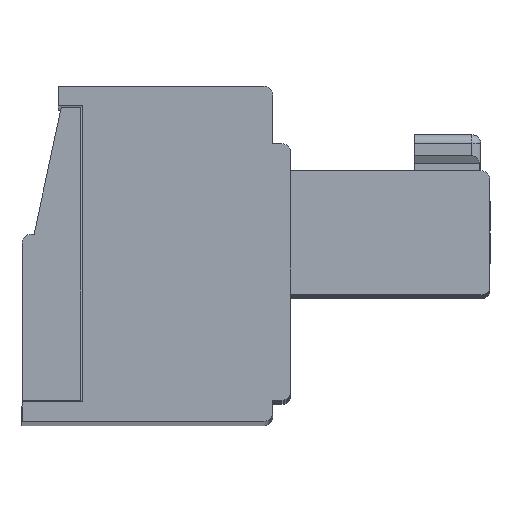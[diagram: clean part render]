
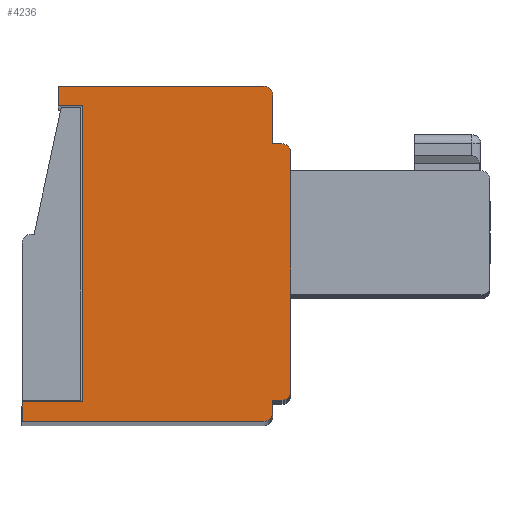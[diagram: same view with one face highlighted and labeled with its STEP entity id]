
A CAD part, top view. The second image highlights one B-rep face of the part: STEP entity #4236.
In plain terms, the highlighted planar face has unit normal (0, 0, 1).
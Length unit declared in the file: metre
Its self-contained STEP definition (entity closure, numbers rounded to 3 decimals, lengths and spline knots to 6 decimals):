
#4236=ADVANCED_FACE('',(#8836),#8837,.F.);
#8836=FACE_OUTER_BOUND('',#13590,.T.);
#8837=PLANE('',#13591);
#13590=EDGE_LOOP('',(#26190,#26191,#26192,#26193,#26194,#26195,#26196,#26197,#26198,#26199,#26200,#26201,#26202,#26203,#26204,#26205));
#13591=AXIS2_PLACEMENT_3D('',#26206,#26207,#26208);
#26190=ORIENTED_EDGE('',*,*,#31808,.F.);
#26191=ORIENTED_EDGE('',*,*,#31805,.T.);
#26192=ORIENTED_EDGE('',*,*,#31796,.T.);
#26193=ORIENTED_EDGE('',*,*,#31803,.T.);
#26194=ORIENTED_EDGE('',*,*,#31800,.T.);
#26195=ORIENTED_EDGE('',*,*,#31823,.T.);
#26196=ORIENTED_EDGE('',*,*,#32142,.T.);
#26197=ORIENTED_EDGE('',*,*,#32143,.T.);
#26198=ORIENTED_EDGE('',*,*,#32134,.F.);
#26199=ORIENTED_EDGE('',*,*,#32115,.T.);
#26200=ORIENTED_EDGE('',*,*,#32120,.T.);
#26201=ORIENTED_EDGE('',*,*,#31819,.T.);
#26202=ORIENTED_EDGE('',*,*,#32113,.T.);
#26203=ORIENTED_EDGE('',*,*,#31854,.T.);
#26204=ORIENTED_EDGE('',*,*,#31868,.T.);
#26205=ORIENTED_EDGE('',*,*,#31886,.T.);
#26206=CARTESIAN_POINT('',(0.013673,0.00851,0.071988));
#26207=DIRECTION('',(0.,0.,-1.0));
#26208=DIRECTION('',(0.0,-1.0,0.));
#31796=EDGE_CURVE('',#39062,#39060,#39063,.T.);
#31800=EDGE_CURVE('',#39068,#39066,#39069,.T.);
#31803=EDGE_CURVE('',#39060,#39068,#39072,.T.);
#31805=EDGE_CURVE('',#39074,#39062,#39075,.T.);
#31808=EDGE_CURVE('',#39074,#39078,#39079,.T.);
#31819=EDGE_CURVE('',#39096,#39094,#39097,.T.);
#31823=EDGE_CURVE('',#39066,#39102,#39104,.T.);
#31854=EDGE_CURVE('',#39161,#39159,#39162,.T.);
#31868=EDGE_CURVE('',#39159,#39185,#39187,.T.);
#31886=EDGE_CURVE('',#39185,#39078,#39220,.T.);
#32113=EDGE_CURVE('',#39094,#39161,#39535,.T.);
#32115=EDGE_CURVE('',#39537,#39538,#39539,.T.);
#32120=EDGE_CURVE('',#39538,#39096,#39546,.T.);
#32134=EDGE_CURVE('',#39537,#39564,#39565,.T.);
#32142=EDGE_CURVE('',#39102,#39577,#39578,.T.);
#32143=EDGE_CURVE('',#39577,#39564,#39579,.T.);
#39060=VERTEX_POINT('',#49861);
#39062=VERTEX_POINT('',#49864);
#39063=LINE('',#49865,#49866);
#39066=VERTEX_POINT('',#49870);
#39068=VERTEX_POINT('',#49873);
#39069=CIRCLE('',#49874,0.0003);
#39072=LINE('',#49878,#49879);
#39074=VERTEX_POINT('',#49881);
#39075=LINE('',#49882,#49883);
#39078=VERTEX_POINT('',#49887);
#39079=LINE('',#49888,#49889);
#39094=VERTEX_POINT('',#49912);
#39096=VERTEX_POINT('',#49915);
#39097=LINE('',#49916,#49917);
#39102=VERTEX_POINT('',#49924);
#39104=LINE('',#49927,#49928);
#39159=VERTEX_POINT('',#50010);
#39161=VERTEX_POINT('',#50013);
#39162=LINE('',#50014,#50015);
#39185=VERTEX_POINT('',#50043);
#39187=LINE('',#50046,#50047);
#39220=LINE('',#50096,#50097);
#39535=CIRCLE('',#50596,0.0003);
#39537=VERTEX_POINT('',#50598);
#39538=VERTEX_POINT('',#50599);
#39539=CIRCLE('',#50600,0.0003);
#39546=LINE('',#50609,#50610);
#39564=VERTEX_POINT('',#50635);
#39565=LINE('',#50636,#50637);
#39577=VERTEX_POINT('',#50654);
#39578=LINE('',#50655,#50656);
#39579=CIRCLE('',#50657,0.0003);
#49861=CARTESIAN_POINT('',(-0.001527,0.00051,0.071988));
#49864=CARTESIAN_POINT('',(-0.001527,0.00116,0.071988));
#49865=CARTESIAN_POINT('',(-0.001527,0.00851,0.071988));
#49866=VECTOR('',#55876,1.0);
#49870=CARTESIAN_POINT('',(0.006773,0.00081,0.071988));
#49873=CARTESIAN_POINT('',(0.006473,0.00051,0.071988));
#49874=AXIS2_PLACEMENT_3D('',#55879,#55880,#55881);
#49878=CARTESIAN_POINT('',(0.013673,0.00051,0.071988));
#49879=VECTOR('',#55883,1.0);
#49881=CARTESIAN_POINT('',(0.000473,0.00116,0.071988));
#49882=CARTESIAN_POINT('',(0.013673,0.00116,0.071988));
#49883=VECTOR('',#55884,1.0);
#49887=CARTESIAN_POINT('',(0.000473,0.01096,0.071988));
#49888=CARTESIAN_POINT('',(0.000473,0.00116,0.071988));
#49889=VECTOR('',#55886,1.0);
#49912=CARTESIAN_POINT('',(0.006773,0.01131,0.071988));
#49915=CARTESIAN_POINT('',(0.006773,0.00971,0.071988));
#49916=CARTESIAN_POINT('',(0.006773,0.00851,0.071988));
#49917=VECTOR('',#55896,1.0);
#49924=CARTESIAN_POINT('',(0.006773,0.00121,0.071988));
#49927=CARTESIAN_POINT('',(0.006773,0.00851,0.071988));
#49928=VECTOR('',#55900,1.0);
#50010=CARTESIAN_POINT('',(-0.000327,0.01161,0.071988));
#50013=CARTESIAN_POINT('',(0.006473,0.01161,0.071988));
#50014=CARTESIAN_POINT('',(0.013673,0.01161,0.071988));
#50015=VECTOR('',#55929,1.0);
#50043=CARTESIAN_POINT('',(-0.000327,0.01096,0.071988));
#50046=CARTESIAN_POINT('',(-0.000327,0.00851,0.071988));
#50047=VECTOR('',#55954,1.0);
#50096=CARTESIAN_POINT('',(0.013673,0.01096,0.071988));
#50097=VECTOR('',#55971,1.0);
#50596=AXIS2_PLACEMENT_3D('',#56197,#56198,#56199);
#50598=CARTESIAN_POINT('',(0.007373,0.00941,0.071988));
#50599=CARTESIAN_POINT('',(0.007073,0.00971,0.071988));
#50600=AXIS2_PLACEMENT_3D('',#56200,#56201,#56202);
#50609=CARTESIAN_POINT('',(0.006773,0.00971,0.071988));
#50610=VECTOR('',#56208,1.0);
#50635=CARTESIAN_POINT('',(0.007373,0.00151,0.071988));
#50636=CARTESIAN_POINT('',(0.007373,0.00941,0.071988));
#50637=VECTOR('',#56219,1.0);
#50654=CARTESIAN_POINT('',(0.007073,0.00121,0.071988));
#50655=CARTESIAN_POINT('',(0.013673,0.00121,0.071988));
#50656=VECTOR('',#56228,1.0);
#50657=AXIS2_PLACEMENT_3D('',#56229,#56230,#56231);
#55876=DIRECTION('',(0.,-1.0,0.));
#55879=CARTESIAN_POINT('',(0.006473,0.00081,0.071988));
#55880=DIRECTION('',(0.,0.,1.0));
#55881=DIRECTION('',(-1.0,0.,0.));
#55883=DIRECTION('',(1.0,0.,0.));
#55884=DIRECTION('',(-1.0,0.,0.));
#55886=DIRECTION('',(0.,1.0,0.0));
#55896=DIRECTION('',(0.,1.0,0.));
#55900=DIRECTION('',(0.,1.0,0.));
#55929=DIRECTION('',(-1.0,0.,0.));
#55954=DIRECTION('',(0.,-1.0,0.));
#55971=DIRECTION('',(1.0,0.,0.));
#56197=CARTESIAN_POINT('',(0.006473,0.01131,0.071988));
#56198=DIRECTION('',(0.,0.,1.0));
#56199=DIRECTION('',(-1.0,0.,0.));
#56200=CARTESIAN_POINT('',(0.007073,0.00941,0.071988));
#56201=DIRECTION('',(0.,0.,1.0));
#56202=DIRECTION('',(-1.0,0.0,0.));
#56208=DIRECTION('',(-1.0,0.,0.));
#56219=DIRECTION('',(0.,-1.0,0.0));
#56228=DIRECTION('',(1.0,0.,0.));
#56229=CARTESIAN_POINT('',(0.007073,0.00151,0.071988));
#56230=DIRECTION('',(0.,0.,1.0));
#56231=DIRECTION('',(-1.0,0.,0.));
